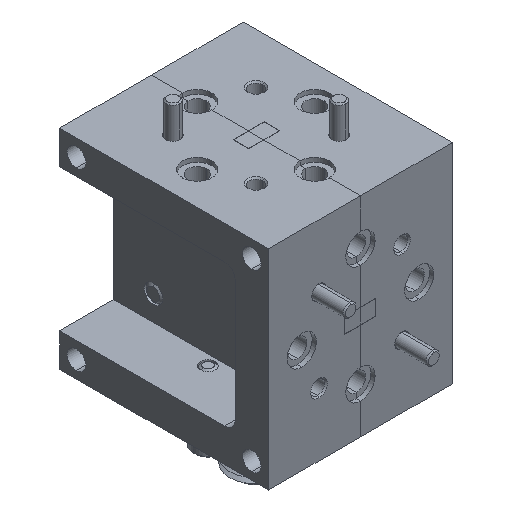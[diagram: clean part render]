
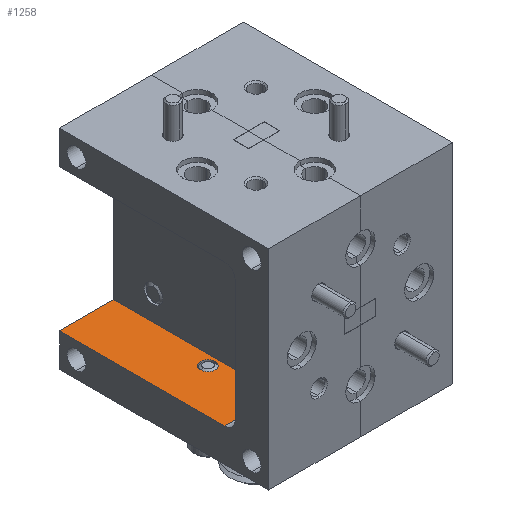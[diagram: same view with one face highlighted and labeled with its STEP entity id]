
A CAD part, isometric view. The second image highlights one B-rep face of the part: STEP entity #1258.
In plain terms, the highlighted planar face has unit normal (0, 0, 1).
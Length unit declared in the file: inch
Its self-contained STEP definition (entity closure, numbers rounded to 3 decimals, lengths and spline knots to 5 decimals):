
#21 = CARTESIAN_POINT ( 'NONE',  ( 0., 0.5, -0.34 ) ) ;
#86 = EDGE_CURVE ( 'NONE', #8824, #3048, #811, .T. ) ;
#666 = EDGE_LOOP ( 'NONE', ( #10448, #12841, #10635, #13758 ) ) ;
#811 = CIRCLE ( 'NONE', #13352, 0.035 ) ;
#1151 = DIRECTION ( 'NONE',  ( 0., 0., -1. ) ) ;
#1197 = DIRECTION ( 'NONE',  ( 0., 1., 0. ) ) ;
#1258 = ADVANCED_FACE ( 'NONE', ( #9606, #4789 ), #13774, .F. ) ;
#1524 = DIRECTION ( 'NONE',  ( 0., 0., -1. ) ) ;
#1571 = CARTESIAN_POINT ( 'NONE',  ( 0.21, 0., -0.34 ) ) ;
#2493 = EDGE_LOOP ( 'NONE', ( #7066, #4694 ) ) ;
#2631 = DIRECTION ( 'NONE',  ( 0., 1., 0. ) ) ;
#2842 = LINE ( 'NONE', #4447, #5097 ) ;
#3048 = VERTEX_POINT ( 'NONE', #8097 ) ;
#3229 = CARTESIAN_POINT ( 'NONE',  ( 0., -0.29, -0.34 ) ) ;
#3829 = CARTESIAN_POINT ( 'NONE',  ( 0.26, -0.29, -0.34 ) ) ;
#3975 = DIRECTION ( 'NONE',  ( 1., 0., 0. ) ) ;
#4447 = CARTESIAN_POINT ( 'NONE',  ( 0., 0., -0.34 ) ) ;
#4694 = ORIENTED_EDGE ( 'NONE', *, *, #7719, .T. ) ;
#4789 = FACE_OUTER_BOUND ( 'NONE', #666, .T. ) ;
#4906 = DIRECTION ( 'NONE',  ( 0., 1., 0. ) ) ;
#4990 = EDGE_CURVE ( 'NONE', #5253, #10987, #6380, .T. ) ;
#5097 = VECTOR ( 'NONE', #13310, 39.37008 ) ;
#5253 = VERTEX_POINT ( 'NONE', #3229 ) ;
#5584 = CARTESIAN_POINT ( 'NONE',  ( 0.26, 0.5, -0.34 ) ) ;
#6082 = EDGE_CURVE ( 'NONE', #9110, #12559, #6547, .T. ) ;
#6331 = CIRCLE ( 'NONE', #8085, 0.035 ) ;
#6380 = LINE ( 'NONE', #3829, #8098 ) ;
#6547 = LINE ( 'NONE', #5584, #8759 ) ;
#6876 = EDGE_CURVE ( 'NONE', #9110, #10987, #9077, .T. ) ;
#7066 = ORIENTED_EDGE ( 'NONE', *, *, #86, .T. ) ;
#7719 = EDGE_CURVE ( 'NONE', #3048, #8824, #6331, .T. ) ;
#7982 = DIRECTION ( 'NONE',  ( 0., 0., -1. ) ) ;
#8085 = AXIS2_PLACEMENT_3D ( 'NONE', #11075, #1151, #1197 ) ;
#8097 = CARTESIAN_POINT ( 'NONE',  ( 0.245, 0., -0.34 ) ) ;
#8098 = VECTOR ( 'NONE', #3975, 39.37008 ) ;
#8334 = EDGE_CURVE ( 'NONE', #12559, #5253, #2842, .T. ) ;
#8627 = CARTESIAN_POINT ( 'NONE',  ( 0.175, 0., -0.34 ) ) ;
#8759 = VECTOR ( 'NONE', #9818, 39.37008 ) ;
#8824 = VERTEX_POINT ( 'NONE', #8627 ) ;
#9077 = LINE ( 'NONE', #9483, #11884 ) ;
#9110 = VERTEX_POINT ( 'NONE', #11542 ) ;
#9483 = CARTESIAN_POINT ( 'NONE',  ( 0.26, 0., -0.34 ) ) ;
#9606 = FACE_BOUND ( 'NONE', #2493, .T. ) ;
#9818 = DIRECTION ( 'NONE',  ( -1., 0., 0. ) ) ;
#10448 = ORIENTED_EDGE ( 'NONE', *, *, #8334, .T. ) ;
#10635 = ORIENTED_EDGE ( 'NONE', *, *, #6876, .F. ) ;
#10987 = VERTEX_POINT ( 'NONE', #11844 ) ;
#11075 = CARTESIAN_POINT ( 'NONE',  ( 0.21, 0., -0.34 ) ) ;
#11542 = CARTESIAN_POINT ( 'NONE',  ( 0.26, 0.5, -0.34 ) ) ;
#11742 = DIRECTION ( 'NONE',  ( 0., -1., 0. ) ) ;
#11844 = CARTESIAN_POINT ( 'NONE',  ( 0.26, -0.29, -0.34 ) ) ;
#11884 = VECTOR ( 'NONE', #11742, 39.37008 ) ;
#12559 = VERTEX_POINT ( 'NONE', #21 ) ;
#12651 = CARTESIAN_POINT ( 'NONE',  ( 0.26, 0., -0.34 ) ) ;
#12841 = ORIENTED_EDGE ( 'NONE', *, *, #4990, .T. ) ;
#13310 = DIRECTION ( 'NONE',  ( 0., -1., 0. ) ) ;
#13352 = AXIS2_PLACEMENT_3D ( 'NONE', #1571, #1524, #4906 ) ;
#13758 = ORIENTED_EDGE ( 'NONE', *, *, #6082, .T. ) ;
#13774 = PLANE ( 'NONE',  #14220 ) ;
#14220 = AXIS2_PLACEMENT_3D ( 'NONE', #12651, #7982, #2631 ) ;
